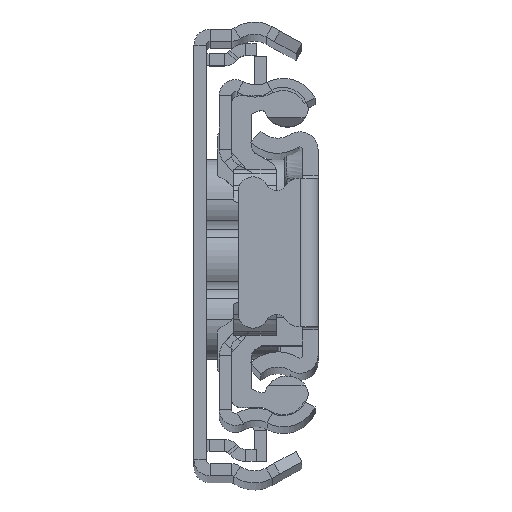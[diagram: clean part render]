
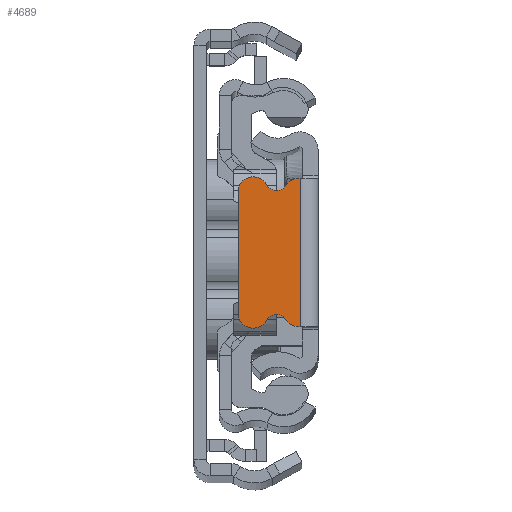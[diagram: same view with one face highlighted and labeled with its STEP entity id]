
A CAD part, top view. The second image highlights one B-rep face of the part: STEP entity #4689.
In plain terms, the highlighted planar face has unit normal (0, 0, 1).
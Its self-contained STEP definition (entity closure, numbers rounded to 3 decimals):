
#172 = AXIS2_PLACEMENT_3D ( 'NONE', #8020, #12095, #26535 ) ;
#369 = CARTESIAN_POINT ( 'NONE',  ( -3.206, 6.658, 0. ) ) ;
#486 = DIRECTION ( 'NONE',  ( 0., -1., 0. ) ) ;
#567 = DIRECTION ( 'NONE',  ( 0., 0., 1. ) ) ;
#639 = EDGE_CURVE ( 'NONE', #17970, #17952, #22579, .T. ) ;
#1523 = DIRECTION ( 'NONE',  ( -1., 0., 0. ) ) ;
#1986 = CARTESIAN_POINT ( 'NONE',  ( -1.929, -7.37, 0. ) ) ;
#2088 = CARTESIAN_POINT ( 'NONE',  ( -1.929, -7.37, 0. ) ) ;
#2341 = PLANE ( 'NONE',  #4484 ) ;
#2371 = VECTOR ( 'NONE', #9882, 1000. ) ;
#2799 = CARTESIAN_POINT ( 'NONE',  ( -5.109, 6.713, 0. ) ) ;
#3931 = ORIENTED_EDGE ( 'NONE', *, *, #13411, .F. ) ;
#4421 = DIRECTION ( 'NONE',  ( 0., 0., 1. ) ) ;
#4484 = AXIS2_PLACEMENT_3D ( 'NONE', #8466, #567, #8602 ) ;
#4500 = CIRCLE ( 'NONE', #19630, 1.1 ) ;
#4689 = ADVANCED_FACE ( 'NONE', ( #16697 ), #2341, .T. ) ;
#4962 = EDGE_LOOP ( 'NONE', ( #26551, #3931, #20599, #7554, #23658, #18684, #15701, #14203, #15522, #16221 ) ) ;
#5049 = CARTESIAN_POINT ( 'NONE',  ( -1.929, 5.87, 0. ) ) ;
#5213 = EDGE_CURVE ( 'NONE', #18968, #24110, #19042, .T. ) ;
#5343 = LINE ( 'NONE', #7260, #13273 ) ;
#5661 = VERTEX_POINT ( 'NONE', #2088 ) ;
#5733 = CIRCLE ( 'NONE', #14794, 1.1 ) ;
#6367 = VECTOR ( 'NONE', #8243, 1000. ) ;
#6395 = VERTEX_POINT ( 'NONE', #21118 ) ;
#7260 = CARTESIAN_POINT ( 'NONE',  ( -1.929, 7.37, 0. ) ) ;
#7554 = ORIENTED_EDGE ( 'NONE', *, *, #22353, .T. ) ;
#7934 = CIRCLE ( 'NONE', #19143, 1.5 ) ;
#8020 = CARTESIAN_POINT ( 'NONE',  ( -6.429, -6., 0. ) ) ;
#8146 = CARTESIAN_POINT ( 'NONE',  ( -1.75, 7.37, 0. ) ) ;
#8243 = DIRECTION ( 'NONE',  ( -1., 0., 0. ) ) ;
#8466 = CARTESIAN_POINT ( 'NONE',  ( 394.071, 0., 0. ) ) ;
#8602 = DIRECTION ( 'NONE',  ( 1., 0., 0. ) ) ;
#9061 = DIRECTION ( 'NONE',  ( 1., 0., 0. ) ) ;
#9718 = CIRCLE ( 'NONE', #172, 1.5 ) ;
#9882 = DIRECTION ( 'NONE',  ( 0., -1., 0. ) ) ;
#10038 = VERTEX_POINT ( 'NONE', #12860 ) ;
#10465 = AXIS2_PLACEMENT_3D ( 'NONE', #5049, #13318, #23978 ) ;
#10510 = AXIS2_PLACEMENT_3D ( 'NONE', #13599, #24129, #1523 ) ;
#11698 = DIRECTION ( 'NONE',  ( 0., 0., -1. ) ) ;
#11890 = DIRECTION ( 'NONE',  ( -1., 0., 0. ) ) ;
#11930 = LINE ( 'NONE', #17713, #2371 ) ;
#12095 = DIRECTION ( 'NONE',  ( 0., 0., 1. ) ) ;
#12137 = CARTESIAN_POINT ( 'NONE',  ( -4.142, -7.236, 0. ) ) ;
#12588 = CARTESIAN_POINT ( 'NONE',  ( -1.75, 0., 0. ) ) ;
#12860 = CARTESIAN_POINT ( 'NONE',  ( -5.109, -6.713, 0. ) ) ;
#13273 = VECTOR ( 'NONE', #13347, 1000. ) ;
#13288 = CARTESIAN_POINT ( 'NONE',  ( -7.929, -6., 0. ) ) ;
#13318 = DIRECTION ( 'NONE',  ( 0., 0., 1. ) ) ;
#13347 = DIRECTION ( 'NONE',  ( 1., 0., 0. ) ) ;
#13411 = EDGE_CURVE ( 'NONE', #17970, #18968, #5343, .T. ) ;
#13599 = CARTESIAN_POINT ( 'NONE',  ( -6.429, 6., 0. ) ) ;
#13643 = VERTEX_POINT ( 'NONE', #17914 ) ;
#14095 = CARTESIAN_POINT ( 'NONE',  ( -4.142, 7.236, 0. ) ) ;
#14203 = ORIENTED_EDGE ( 'NONE', *, *, #25937, .T. ) ;
#14794 = AXIS2_PLACEMENT_3D ( 'NONE', #14095, #11698, #23835 ) ;
#15270 = EDGE_CURVE ( 'NONE', #16456, #10038, #9718, .T. ) ;
#15522 = ORIENTED_EDGE ( 'NONE', *, *, #21807, .T. ) ;
#15641 = EDGE_CURVE ( 'NONE', #6395, #16456, #11930, .T. ) ;
#15701 = ORIENTED_EDGE ( 'NONE', *, *, #15270, .T. ) ;
#16221 = ORIENTED_EDGE ( 'NONE', *, *, #22888, .F. ) ;
#16456 = VERTEX_POINT ( 'NONE', #13288 ) ;
#16697 = FACE_OUTER_BOUND ( 'NONE', #4962, .T. ) ;
#17713 = CARTESIAN_POINT ( 'NONE',  ( -7.929, -6., 0. ) ) ;
#17914 = CARTESIAN_POINT ( 'NONE',  ( -3.206, -6.658, 0. ) ) ;
#17952 = VERTEX_POINT ( 'NONE', #369 ) ;
#17970 = VERTEX_POINT ( 'NONE', #18796 ) ;
#18190 = DIRECTION ( 'NONE',  ( 0., 0., -1. ) ) ;
#18684 = ORIENTED_EDGE ( 'NONE', *, *, #15641, .T. ) ;
#18774 = CARTESIAN_POINT ( 'NONE',  ( -1.929, -5.87, 0. ) ) ;
#18796 = CARTESIAN_POINT ( 'NONE',  ( -1.929, 7.37, 0. ) ) ;
#18968 = VERTEX_POINT ( 'NONE', #8146 ) ;
#19042 = LINE ( 'NONE', #12588, #25720 ) ;
#19143 = AXIS2_PLACEMENT_3D ( 'NONE', #18774, #4421, #9061 ) ;
#19630 = AXIS2_PLACEMENT_3D ( 'NONE', #12137, #18190, #11890 ) ;
#20546 = LINE ( 'NONE', #1986, #6367 ) ;
#20599 = ORIENTED_EDGE ( 'NONE', *, *, #639, .T. ) ;
#21118 = CARTESIAN_POINT ( 'NONE',  ( -7.929, 6., 0. ) ) ;
#21807 = EDGE_CURVE ( 'NONE', #13643, #5661, #7934, .T. ) ;
#21833 = VERTEX_POINT ( 'NONE', #2799 ) ;
#22353 = EDGE_CURVE ( 'NONE', #17952, #21833, #5733, .T. ) ;
#22579 = CIRCLE ( 'NONE', #10465, 1.5 ) ;
#22888 = EDGE_CURVE ( 'NONE', #24110, #5661, #20546, .T. ) ;
#23658 = ORIENTED_EDGE ( 'NONE', *, *, #24541, .T. ) ;
#23835 = DIRECTION ( 'NONE',  ( 1., 0., 0. ) ) ;
#23978 = DIRECTION ( 'NONE',  ( -1., 0., 0. ) ) ;
#24110 = VERTEX_POINT ( 'NONE', #25031 ) ;
#24129 = DIRECTION ( 'NONE',  ( 0., 0., 1. ) ) ;
#24541 = EDGE_CURVE ( 'NONE', #21833, #6395, #26477, .T. ) ;
#25031 = CARTESIAN_POINT ( 'NONE',  ( -1.75, -7.37, 0. ) ) ;
#25720 = VECTOR ( 'NONE', #486, 1000. ) ;
#25937 = EDGE_CURVE ( 'NONE', #10038, #13643, #4500, .T. ) ;
#26477 = CIRCLE ( 'NONE', #10510, 1.5 ) ;
#26535 = DIRECTION ( 'NONE',  ( 1., 0., 0. ) ) ;
#26551 = ORIENTED_EDGE ( 'NONE', *, *, #5213, .F. ) ;
